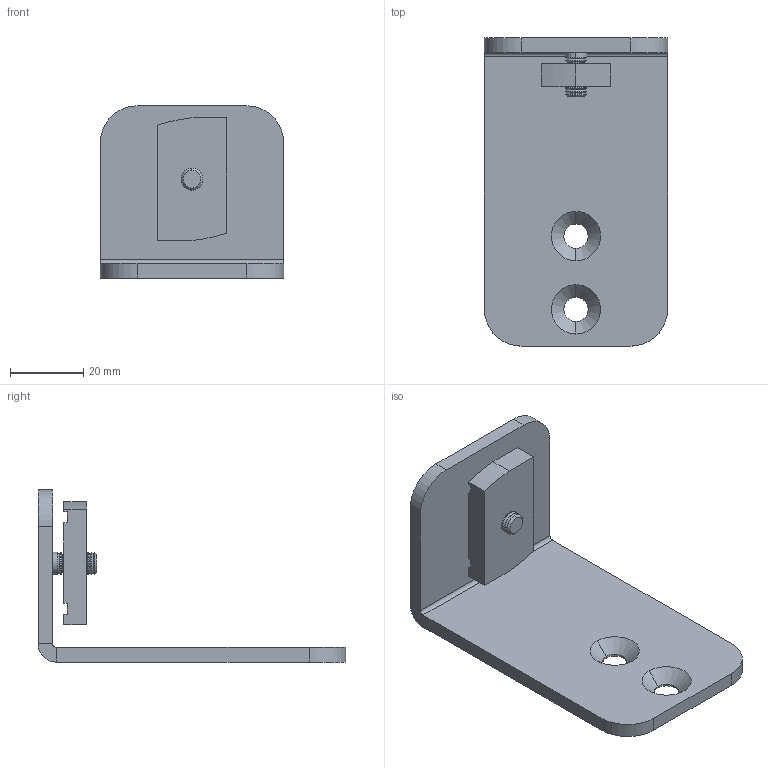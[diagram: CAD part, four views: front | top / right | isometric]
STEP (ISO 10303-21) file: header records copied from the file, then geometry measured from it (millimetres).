
FILE_DESCRIPTION (( 'STEP AP203' ), '1' );
FILE_NAME ('T81170.STEP', '2018-09-13T13:50:56', ( '' ), ( '' ), 'SwSTEP 2.0', 'SolidWorks 2016', '' );
FILE_SCHEMA (( 'CONFIG_CONTROL_DESIGN' ));
Length unit declared in the file: millimetre
Products named in the file (4): T81170; Socket Countersunk Head Screw_Doughty Fastners_ISO 10642 - M6 x 16 --- 16S; T81190; TH2919
Assembly tree (3 placements, depth 2):
  T81170
    TH2919
    T81190
    Socket Countersunk Head Screw_Doughty Fastners_ISO 10642 - M6 x 16 --- 16S
Bounding box: 50 x 84 x 47 mm (x, y, z)
Volume: 28022.9 mm3; surface area: 16322 mm2
Topology: 3 solids, 3 shells, 138 faces, 346 edges, 213 vertices
Faces by surface type: cone 56, cylinder 40, plane 40, torus 2
Entity records: 4552 total; most frequent: DIRECTION 798, CARTESIAN_POINT 701, ORIENTED_EDGE 688, EDGE_CURVE 344, AXIS2_PLACEMENT_3D 310, VERTEX_POINT 213, VECTOR 178, LINE 178
